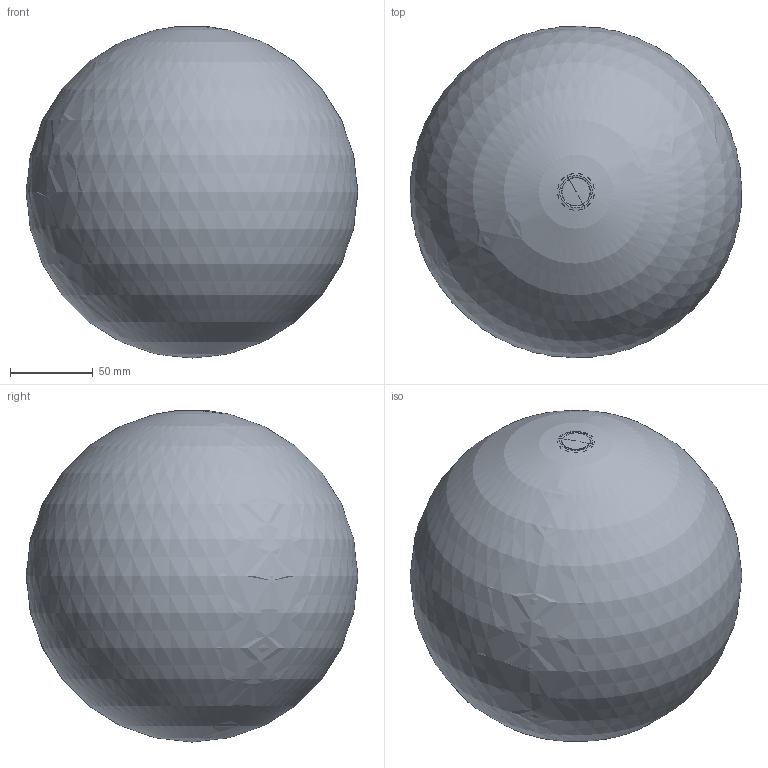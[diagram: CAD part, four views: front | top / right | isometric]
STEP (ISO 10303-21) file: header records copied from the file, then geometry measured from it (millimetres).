
FILE_DESCRIPTION((''),'2;1');
FILE_NAME('_145554H40_ALLCATPA00_SW0001','2017-04-26T',('sparenzan'),(''),'CREO PARAMETRIC BY PTC INC, 2016050','CREO PARAMETRIC BY PTC INC, 2016050','');
FILE_SCHEMA(('CONFIG_CONTROL_DESIGN'));
Products named in the file (1): _145554H40_ALLCATPA00_SW0001
Bounding box: 199.88 x 199.94 x 200 mm (x, y, z)
Surface area: 292918.4 mm2 (no closed solid volume)
Topology: 0 solids, 0 shells, 1122 faces, 5219 edges, 5108 vertices
Faces by surface type: bspline 988, torus 69, sphere 65
Entity records: 102413 total; most frequent: CARTESIAN_POINT 60368, DIRECTION 5778, DEFINITIONAL_REPRESENTATION 5037, PCURVE 5037, COMPOSITE_CURVE_SEGMENT 5037, TRIMMED_CURVE 4935, VECTOR 4360, LINE 4360
